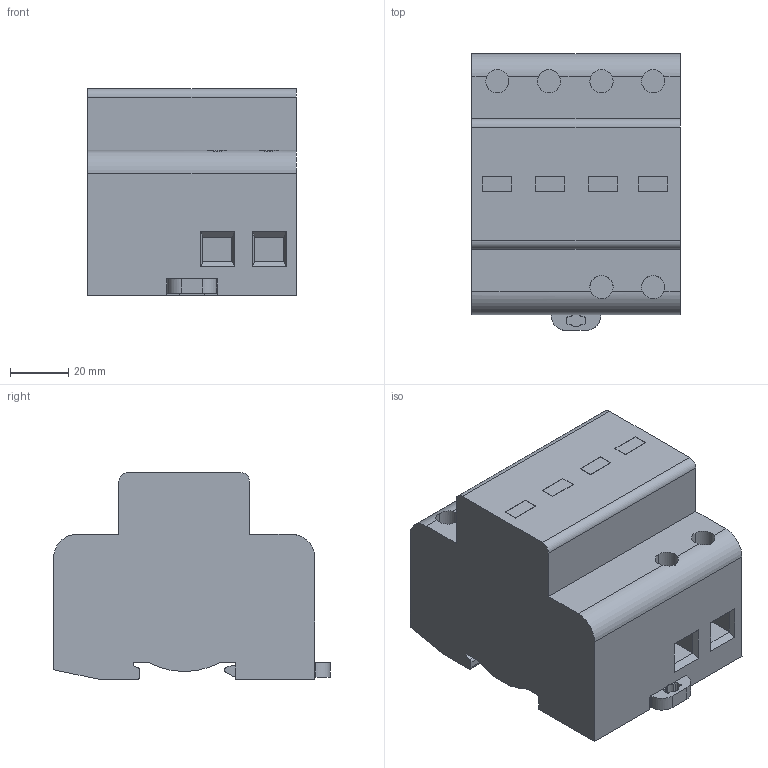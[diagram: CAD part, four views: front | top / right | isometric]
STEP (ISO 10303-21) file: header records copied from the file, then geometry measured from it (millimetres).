
FILE_DESCRIPTION(('CATIA V5 STEP Exchange','CAx-IF Rec.Pracs.--- Model Styling and Organization---1.4--- 2014-01-23'),'2;1');
FILE_NAME ('D1354082_1', '2018-12-20T12:10:58+00:00', ('none'), ('Weidmueller'), 'CATIA Version 5-6 Release 2016 SP3 HF44', 'CATIA V5 STEP AP214', 'none');
FILE_SCHEMA(('AUTOMOTIVE_DESIGN { 1 0 10303 214 1 1 1 1 }'));
Length unit declared in the file: millimetre
Products named in the file (1): 2619210000
Bounding box: 71.85 x 95.35 x 71.29 mm (x, y, z)
Volume: 365107.3 mm3; surface area: 41015.5 mm2
Topology: 6 solids, 6 shells, 224 faces, 591 edges, 394 vertices
Faces by surface type: plane 176, cylinder 42, extrusion 6
Entity records: 6878 total; most frequent: CARTESIAN_POINT 1401, ORIENTED_EDGE 1182, DIRECTION 853, EDGE_CURVE 591, VECTOR 462, LINE 456, VERTEX_POINT 394, EDGE_LOOP 241
